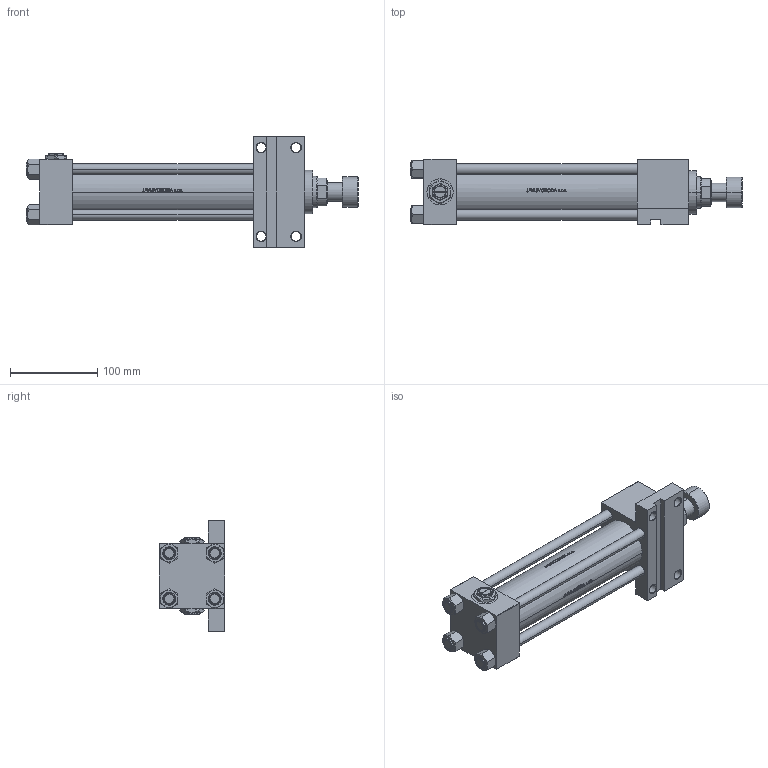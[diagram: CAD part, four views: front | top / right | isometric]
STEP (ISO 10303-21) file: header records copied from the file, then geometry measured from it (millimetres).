
FILE_DESCRIPTION (( 'STEP AP203' ), '1' );
FILE_NAME ('58ea.STEP', '2023-10-18T14:48:39', ( '' ), ( '' ), 'SwSTEP 2.0', 'SolidWorks 2019', '' );
FILE_SCHEMA (( 'CONFIG_CONTROL_DESIGN' ));
Length unit declared in the file: millimetre
Products named in the file (8): V215CR_VCP_F 3a106af5d79e19bd2268a21e153b1f51; V215CR_F_Body 3a106af5d79e19bd2268a21e153b1f51; 58ea; V215_VC_A 3a106af5d79e19bd2268a21e153b1f51; NUT_M5_F 3a106af5d79e19bd2268a21e153b1f51; V215CR_ROD_END_F 3a106af5d79e19bd2268a21e153b1f51; V215CR_F_TYCINKA 3a106af5d79e19bd2268a21e153b1f51; Zatka_pro_OIL_PORT 3a106af5d79e19bd2268a21e153b1f51
Assembly tree (14 placements, depth 2):
  58ea
    V215CR_F_Body 3a106af5d79e19bd2268a21e153b1f51
    V215CR_VCP_F 3a106af5d79e19bd2268a21e153b1f51
    V215CR_F_TYCINKA 3a106af5d79e19bd2268a21e153b1f51  x4
    NUT_M5_F 3a106af5d79e19bd2268a21e153b1f51  x4
    V215_VC_A 3a106af5d79e19bd2268a21e153b1f51
    V215CR_ROD_END_F 3a106af5d79e19bd2268a21e153b1f51
    Zatka_pro_OIL_PORT 3a106af5d79e19bd2268a21e153b1f51  x2
Bounding box: 381 x 75 x 127 mm (x, y, z)
Volume: 1059139.3 mm3; surface area: 262715.9 mm2
Topology: 14 solids, 14 shells, 1201 faces, 2938 edges, 1889 vertices
Faces by surface type: plane 485, bspline 380, cone 194, cylinder 130, torus 12
Entity records: 49478 total; most frequent: CARTESIAN_POINT 26392, ORIENTED_EDGE 5176, DIRECTION 3342, EDGE_CURVE 2588, VERTEX_POINT 1687, LINE 1316, VECTOR 1316, EDGE_LOOP 1181
